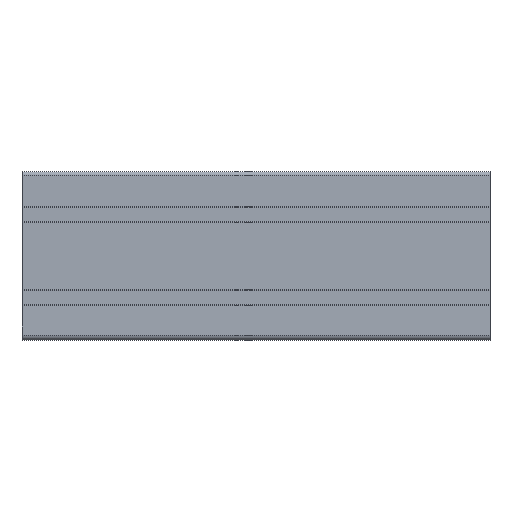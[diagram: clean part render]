
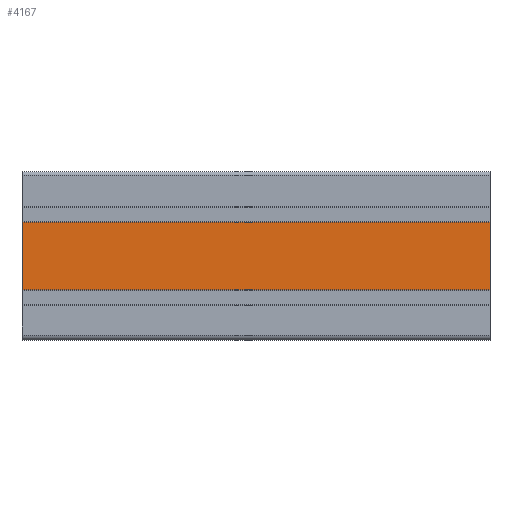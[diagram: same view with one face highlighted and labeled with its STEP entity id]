
A CAD part, left-side view. The second image highlights one B-rep face of the part: STEP entity #4167.
In plain terms, the highlighted planar face has unit normal (-1, 0, 0).
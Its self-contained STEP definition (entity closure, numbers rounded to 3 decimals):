
#471=FACE_OUTER_BOUND('',#677,.T.);
#677=EDGE_LOOP('',(#3389,#3390,#3391,#3392));
#1125=LINE('',#6900,#1573);
#1126=LINE('',#6903,#1574);
#1127=LINE('',#6905,#1575);
#1128=LINE('',#6906,#1576);
#1573=VECTOR('',#5677,10.);
#1574=VECTOR('',#5680,10.);
#1575=VECTOR('',#5681,10.);
#1576=VECTOR('',#5682,10.);
#1989=VERTEX_POINT('',#6896);
#1990=VERTEX_POINT('',#6898);
#1991=VERTEX_POINT('',#6902);
#1992=VERTEX_POINT('',#6904);
#2587=EDGE_CURVE('',#1989,#1990,#1125,.T.);
#2588=EDGE_CURVE('',#1991,#1989,#1126,.T.);
#2589=EDGE_CURVE('',#1992,#1990,#1127,.T.);
#2590=EDGE_CURVE('',#1991,#1992,#1128,.T.);
#3389=ORIENTED_EDGE('',*,*,#2588,.T.);
#3390=ORIENTED_EDGE('',*,*,#2587,.T.);
#3391=ORIENTED_EDGE('',*,*,#2589,.F.);
#3392=ORIENTED_EDGE('',*,*,#2590,.F.);
#3964=PLANE('',#4545);
#4167=ADVANCED_FACE('',(#471),#3964,.T.);
#4545=AXIS2_PLACEMENT_3D('',#6901,#5678,#5679);
#5677=DIRECTION('',(0.,1.,0.));
#5678=DIRECTION('center_axis',(-1.,0.,0.));
#5679=DIRECTION('ref_axis',(0.,0.,1.));
#5680=DIRECTION('',(0.,0.,1.));
#5681=DIRECTION('',(0.,0.,1.));
#5682=DIRECTION('',(0.,1.,0.));
#6896=CARTESIAN_POINT('',(0.152,0.,63.115));
#6898=CARTESIAN_POINT('',(0.152,250.,63.115));
#6900=CARTESIAN_POINT('',(0.152,0.,63.115));
#6901=CARTESIAN_POINT('Origin',(0.152,0.,26.885));
#6902=CARTESIAN_POINT('',(0.152,0.,26.885));
#6903=CARTESIAN_POINT('',(0.152,0.,26.885));
#6904=CARTESIAN_POINT('',(0.152,250.,26.885));
#6905=CARTESIAN_POINT('',(0.152,250.,26.885));
#6906=CARTESIAN_POINT('',(0.152,0.,26.885));
